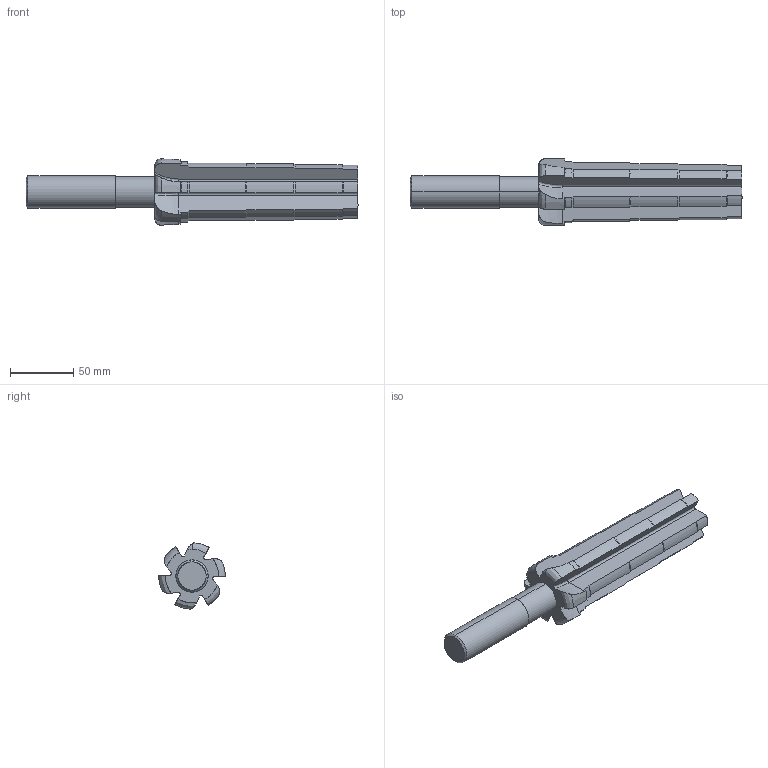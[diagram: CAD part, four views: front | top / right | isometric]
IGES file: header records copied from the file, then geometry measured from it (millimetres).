
Start section: SolidWorks IGES file using analytic representation for surfaces
Global section: file name: 995034002.IGS; native system: SolidWorks 2014; preprocessor: SolidWorks 2014; author: martinw; date: 150803.113253; units: inch
Bounding box: 261.87 x 52.38 x 52.24 mm (x, y, z)
Surface area: 45395.5 mm2 (no closed solid volume)
Topology: 0 solids, 0 shells, 126 faces, 1261 edges, 1261 vertices
Faces by surface type: revolution 91, bspline 35
